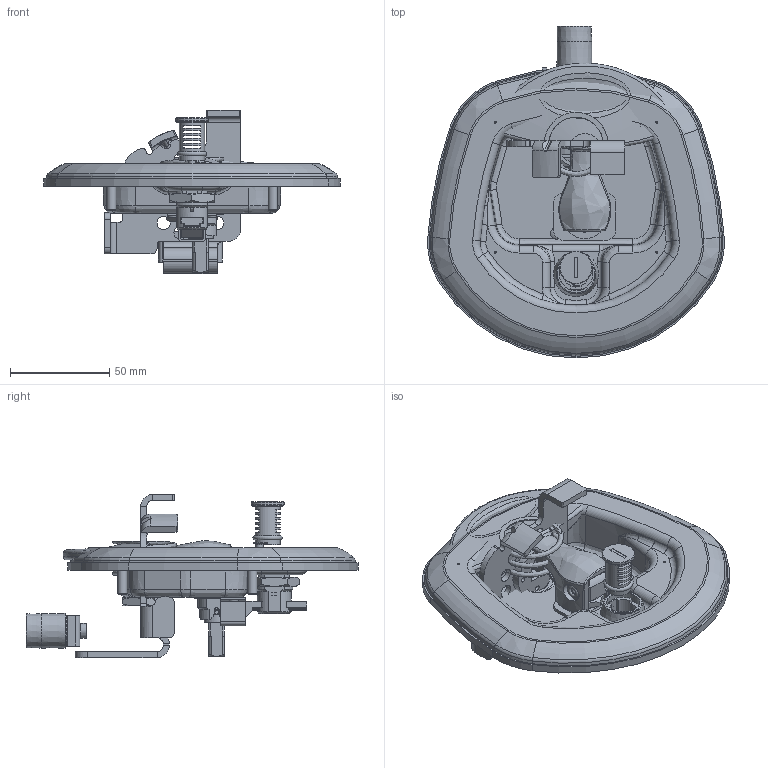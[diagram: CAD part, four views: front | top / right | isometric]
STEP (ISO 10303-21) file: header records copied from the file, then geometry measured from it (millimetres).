
FILE_DESCRIPTION(/* description */ ('KEY LOCKING COMPRESSION LATCH'),/* implementation_level */ '2;1');
FILE_NAME(/* name */ '28400-R.stp',/* time_stamp */ '2023-11-29T11:03:10-05:00',/* author */ ('dtinay'),/* organization */ ('Eberhard Manufacturing Company'),/* preprocessor_version */ 'ST-DEVELOPER v20',/* originating_system */ 'Autodesk Inventor 2024',/* authorisation */ '');
FILE_SCHEMA (('AUTOMOTIVE_DESIGN { 1 0 10303 214 3 1 1 }'));
Products named in the file (33): 28400-R; 28400-57; 28400-A1; 28400-SS8; 28400-49SS; 2L-28400-11SS; 1S-28400-11SS; 1-28400-56; 1-28400-22; 1-28400-55; 1-28400-4; 28400-5; 2-28400-26SS; 1-16800-17; 28400-2; 5661-SS16; 1-28400-20; 1-28400-20 Assembled - 28400-61P5; 1-28400-20 Assembled - 2-16642DB-71; 28400-27SS; 9741; 9741_1; 28400-52R; 11X-102; 34-5655-14; 28400-21SS; 1-9010DB-55; 28400-61P5; 9010DB-20; 28400-6A; 7901-18; 4901-18M; 28400-25
Assembly tree (35 placements, depth 4):
  28400-R
    28400-57
      28400-A1
      28400-SS8
      28400-49SS  x2
      2L-28400-11SS  x2
      1S-28400-11SS  x2
    1-28400-56
      1-28400-22
      1-28400-55
        1-28400-4
        28400-5
        2-28400-26SS
        1-16800-17
        28400-2
        5661-SS16
        1-28400-20
        1-28400-20 Assembled - 28400-61P5
        1-28400-20 Assembled - 2-16642DB-71
      28400-27SS
      9741
      9741_1
    28400-52R
    11X-102
    34-5655-14
    28400-21SS
    1-9010DB-55
    28400-61P5
      9010DB-20
      28400-6A
      7901-18
    4901-18M
    28400-25
Bounding box: 149.13 x 167.02 x 82.09 mm (x, y, z)
Volume: 147160.1 mm3; surface area: 145650.3 mm2
Topology: 33 solids, 33 shells, 2222 faces, 5502 edges, 3454 vertices
Faces by surface type: plane 991, cylinder 426, bspline 409, torus 220, cone 143, sphere 33
Full cylindrical faces by diameter (mm): 1.016 x4, 2 x2, 2.438 x1, 2.489 x1, 2.54 x2, 2.723 x2, 3.454 x1, 3.708 x2, 3.759 x1, 3.81 x4, 4 x3, 4.051 x1, 4.699 x1, 4.775 x5, 4.826 x2, 4.928 x1, 5.842 x1, 6.055 x2, 6.223 x1, 6.35 x1, 6.629 x12, 7.137 x10, 7.468 x1, 7.595 x1, 7.747 x1, 7.798 x1, 7.849 x1, 7.925 x1, 8.382 x1, 9.373 x2
Entity records: 82571 total; most frequent: CARTESIAN_POINT 30466, ORIENTED_EDGE 10832, DIRECTION 9730, EDGE_CURVE 5416, AXIS2_PLACEMENT_3D 3531, VERTEX_POINT 3430, LINE 2668, VECTOR 2668
